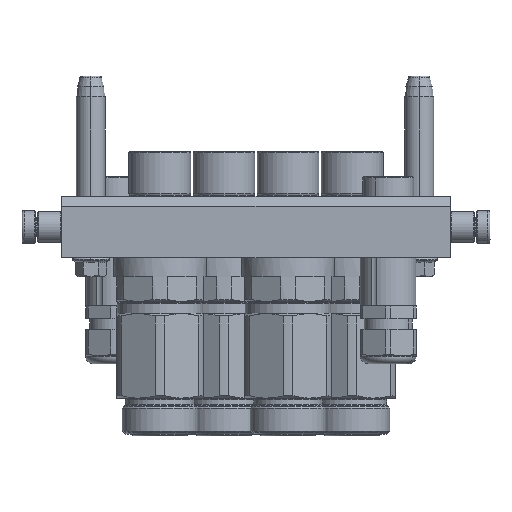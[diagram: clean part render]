
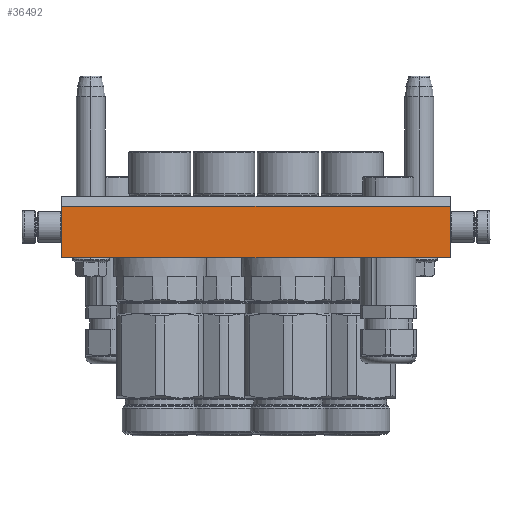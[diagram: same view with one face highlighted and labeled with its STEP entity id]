
A CAD part, left-side view. The second image highlights one B-rep face of the part: STEP entity #36492.
In plain terms, the highlighted face is planar.
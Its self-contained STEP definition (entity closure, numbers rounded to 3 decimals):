
#213 = CARTESIAN_POINT ( 'NONE',  ( 94., 15., -45. ) ) ;
#1117 = VECTOR ( 'NONE', #4615, 1000. ) ;
#2667 = FACE_OUTER_BOUND ( 'NONE', #9151, .T. ) ;
#4191 = VECTOR ( 'NONE', #18152, 1000. ) ;
#4615 = DIRECTION ( 'NONE',  ( 0., 1., 0. ) ) ;
#5268 = DIRECTION ( 'NONE',  ( 0., 0., -1. ) ) ;
#5770 = VERTEX_POINT ( 'NONE', #45264 ) ;
#6107 = DIRECTION ( 'NONE',  ( 0., 1., 0. ) ) ;
#8321 = CARTESIAN_POINT ( 'NONE',  ( -94., 15., -45. ) ) ;
#9151 = EDGE_LOOP ( 'NONE', ( #49365, #14904, #20219, #17462 ) ) ;
#11765 = LINE ( 'NONE', #49583, #4191 ) ;
#12263 = CARTESIAN_POINT ( 'NONE',  ( 94., 15., -45. ) ) ;
#12433 = DIRECTION ( 'NONE',  ( -1., 0., 0. ) ) ;
#13351 = EDGE_CURVE ( 'NONE', #36768, #5770, #11765, .T. ) ;
#14904 = ORIENTED_EDGE ( 'NONE', *, *, #25808, .F. ) ;
#15227 = AXIS2_PLACEMENT_3D ( 'NONE', #21010, #5268, #28598 ) ;
#16656 = VERTEX_POINT ( 'NONE', #213 ) ;
#17462 = ORIENTED_EDGE ( 'NONE', *, *, #13351, .F. ) ;
#18152 = DIRECTION ( 'NONE',  ( 1., 0., 0. ) ) ;
#20219 = ORIENTED_EDGE ( 'NONE', *, *, #43579, .F. ) ;
#21010 = CARTESIAN_POINT ( 'NONE',  ( 94., -15., -45. ) ) ;
#23137 = CARTESIAN_POINT ( 'NONE',  ( -94., -10., -45. ) ) ;
#25808 = EDGE_CURVE ( 'NONE', #16656, #27686, #39154, .T. ) ;
#27686 = VERTEX_POINT ( 'NONE', #8321 ) ;
#28019 = VECTOR ( 'NONE', #6107, 1000. ) ;
#28598 = DIRECTION ( 'NONE',  ( -1., 0., 0. ) ) ;
#31053 = LINE ( 'NONE', #51752, #1117 ) ;
#31700 = VECTOR ( 'NONE', #12433, 1000. ) ;
#36492 = ADVANCED_FACE ( 'NONE', ( #2667 ), #36938, .T. ) ;
#36768 = VERTEX_POINT ( 'NONE', #23137 ) ;
#36938 = PLANE ( 'NONE',  #15227 ) ;
#37954 = LINE ( 'NONE', #41644, #28019 ) ;
#39154 = LINE ( 'NONE', #12263, #31700 ) ;
#41644 = CARTESIAN_POINT ( 'NONE',  ( -94., -10., -45. ) ) ;
#43579 = EDGE_CURVE ( 'NONE', #5770, #16656, #31053, .T. ) ;
#45264 = CARTESIAN_POINT ( 'NONE',  ( 94., -10., -45. ) ) ;
#49365 = ORIENTED_EDGE ( 'NONE', *, *, #50082, .T. ) ;
#49583 = CARTESIAN_POINT ( 'NONE',  ( -94., -10., -45. ) ) ;
#50082 = EDGE_CURVE ( 'NONE', #36768, #27686, #37954, .T. ) ;
#51752 = CARTESIAN_POINT ( 'NONE',  ( 94., -10., -45. ) ) ;
